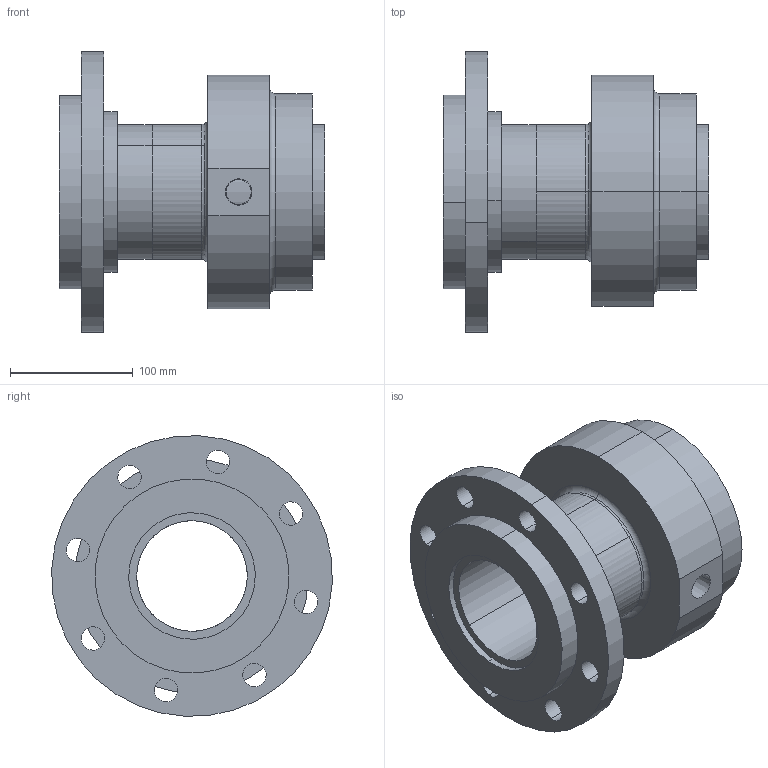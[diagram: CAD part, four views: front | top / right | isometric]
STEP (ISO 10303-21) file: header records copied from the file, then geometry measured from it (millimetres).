
FILE_DESCRIPTION (( 'STEP AP203' ), '1' );
FILE_NAME ('--7861532.STEP', '2015-03-20T18:57:18', ( 'enduser' ), ( '' ), 'SwSTEP 2.0', 'SolidWorks 2014', '' );
FILE_SCHEMA (( 'CONFIG_CONTROL_DESIGN' ));
Length unit declared in the file: inch
Products named in the file (1): --7861532
Bounding box: 215.9 x 228.33 x 228.33 mm (x, y, z)
Surface area: 347432.8 mm2 (no closed solid volume)
Topology: 0 solids, 5 shells, 64 faces, 158 edges, 104 vertices
Faces by surface type: cylinder 43, plane 11, torus 8, cone 2
Entity records: 2063 total; most frequent: DIRECTION 398, CARTESIAN_POINT 327, ORIENTED_EDGE 296, AXIS2_PLACEMENT_3D 175, EDGE_CURVE 158, CIRCLE 110, VERTEX_POINT 104, EDGE_LOOP 92
